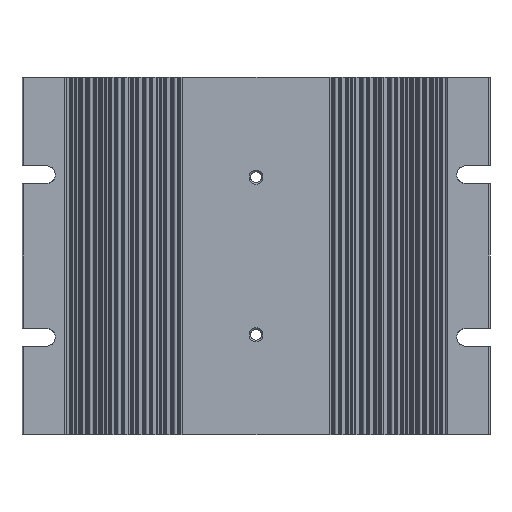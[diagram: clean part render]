
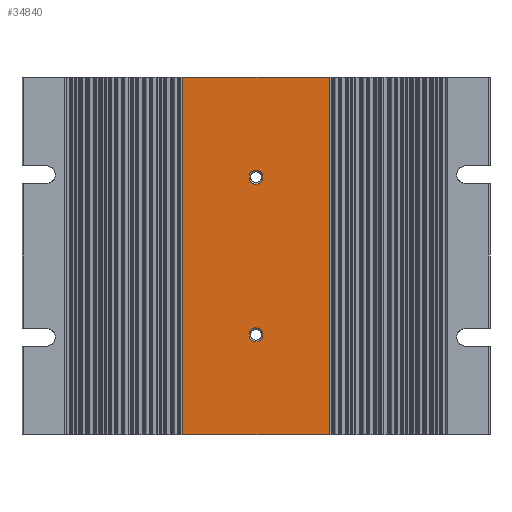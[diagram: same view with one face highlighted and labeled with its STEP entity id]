
A CAD part, front view. The second image highlights one B-rep face of the part: STEP entity #34840.
In plain terms, the highlighted planar face has unit normal (0, -1, 0).
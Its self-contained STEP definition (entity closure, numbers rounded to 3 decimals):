
#1052 = CARTESIAN_POINT ( 'NONE',  ( -2.15, -3., -24.25 ) ) ;
#3203 = AXIS2_PLACEMENT_3D ( 'NONE', #110160, #38674, #80401 ) ;
#3484 = DIRECTION ( 'NONE',  ( 0., 0., 1. ) ) ;
#4380 = AXIS2_PLACEMENT_3D ( 'NONE', #123873, #103453, #23516 ) ;
#11674 = DIRECTION ( 'NONE',  ( 0., 1., 0. ) ) ;
#13912 = VERTEX_POINT ( 'NONE', #59279 ) ;
#15571 = VERTEX_POINT ( 'NONE', #1052 ) ;
#16963 = ORIENTED_EDGE ( 'NONE', *, *, #49274, .T. ) ;
#17744 = CARTESIAN_POINT ( 'NONE',  ( 22.51, -3., -55. ) ) ;
#21571 = CARTESIAN_POINT ( 'NONE',  ( 2.15, -3., 24.25 ) ) ;
#21617 = CIRCLE ( 'NONE', #80659, 2.15 ) ;
#23516 = DIRECTION ( 'NONE',  ( 0., 0., 1. ) ) ;
#28477 = PLANE ( 'NONE',  #3203 ) ;
#30924 = ORIENTED_EDGE ( 'NONE', *, *, #120623, .T. ) ;
#31339 = EDGE_CURVE ( 'NONE', #13912, #79203, #119935, .T. ) ;
#31959 = AXIS2_PLACEMENT_3D ( 'NONE', #91077, #102558, #40844 ) ;
#32538 = DIRECTION ( 'NONE',  ( 0., 0., 1. ) ) ;
#34840 = ADVANCED_FACE ( 'NONE', ( #62879, #42238, #51804 ), #28477, .F. ) ;
#37628 = VERTEX_POINT ( 'NONE', #109956 ) ;
#38674 = DIRECTION ( 'NONE',  ( 0., 1., 0. ) ) ;
#39238 = VECTOR ( 'NONE', #42012, 1000. ) ;
#40844 = DIRECTION ( 'NONE',  ( 0., 0., 1. ) ) ;
#42012 = DIRECTION ( 'NONE',  ( -1., 0., 0. ) ) ;
#42238 = FACE_BOUND ( 'NONE', #119148, .T. ) ;
#42373 = ORIENTED_EDGE ( 'NONE', *, *, #45512, .T. ) ;
#45512 = EDGE_CURVE ( 'NONE', #13912, #97508, #54061, .T. ) ;
#49274 = EDGE_CURVE ( 'NONE', #37628, #15571, #100739, .T. ) ;
#49777 = CARTESIAN_POINT ( 'NONE',  ( 0., -3., 24.25 ) ) ;
#51804 = FACE_OUTER_BOUND ( 'NONE', #54088, .T. ) ;
#52227 = CARTESIAN_POINT ( 'NONE',  ( 0., -3., 55. ) ) ;
#53374 = CARTESIAN_POINT ( 'NONE',  ( -22.51, -3., -55. ) ) ;
#54061 = LINE ( 'NONE', #17744, #73219 ) ;
#54088 = EDGE_LOOP ( 'NONE', ( #42373, #129051, #121101, #67864 ) ) ;
#56961 = AXIS2_PLACEMENT_3D ( 'NONE', #49777, #70181, #110187 ) ;
#59146 = CARTESIAN_POINT ( 'NONE',  ( 22.51, -3., 55. ) ) ;
#59279 = CARTESIAN_POINT ( 'NONE',  ( 22.51, -3., -55. ) ) ;
#60819 = CARTESIAN_POINT ( 'NONE',  ( -2.15, -3., 24.25 ) ) ;
#62879 = FACE_BOUND ( 'NONE', #113514, .T. ) ;
#66983 = DIRECTION ( 'NONE',  ( 0., 0., 1. ) ) ;
#67864 = ORIENTED_EDGE ( 'NONE', *, *, #31339, .F. ) ;
#70181 = DIRECTION ( 'NONE',  ( 0., 1., 0. ) ) ;
#72591 = LINE ( 'NONE', #86513, #85229 ) ;
#72942 = CARTESIAN_POINT ( 'NONE',  ( 0., -3., 24.25 ) ) ;
#73219 = VECTOR ( 'NONE', #66983, 1000. ) ;
#74225 = DIRECTION ( 'NONE',  ( -1., 0., 0. ) ) ;
#74547 = EDGE_CURVE ( 'NONE', #15571, #37628, #78492, .T. ) ;
#78467 = EDGE_CURVE ( 'NONE', #97508, #115566, #93236, .T. ) ;
#78492 = CIRCLE ( 'NONE', #4380, 2.15 ) ;
#78666 = VECTOR ( 'NONE', #74225, 1000. ) ;
#79072 = EDGE_CURVE ( 'NONE', #125520, #86164, #21617, .T. ) ;
#79203 = VERTEX_POINT ( 'NONE', #53374 ) ;
#80401 = DIRECTION ( 'NONE',  ( 0., 0., 1. ) ) ;
#80659 = AXIS2_PLACEMENT_3D ( 'NONE', #72942, #11674, #32538 ) ;
#83696 = EDGE_CURVE ( 'NONE', #79203, #115566, #72591, .T. ) ;
#83988 = ORIENTED_EDGE ( 'NONE', *, *, #74547, .T. ) ;
#85229 = VECTOR ( 'NONE', #3484, 1000. ) ;
#86164 = VERTEX_POINT ( 'NONE', #21571 ) ;
#86513 = CARTESIAN_POINT ( 'NONE',  ( -22.51, -3., -55. ) ) ;
#91077 = CARTESIAN_POINT ( 'NONE',  ( 0., -3., -24.25 ) ) ;
#93236 = LINE ( 'NONE', #52227, #39238 ) ;
#97508 = VERTEX_POINT ( 'NONE', #59146 ) ;
#100739 = CIRCLE ( 'NONE', #31959, 2.15 ) ;
#102558 = DIRECTION ( 'NONE',  ( 0., 1., 0. ) ) ;
#103453 = DIRECTION ( 'NONE',  ( 0., 1., 0. ) ) ;
#107815 = CIRCLE ( 'NONE', #56961, 2.15 ) ;
#109956 = CARTESIAN_POINT ( 'NONE',  ( 2.15, -3., -24.25 ) ) ;
#110160 = CARTESIAN_POINT ( 'NONE',  ( 0., -3., -55. ) ) ;
#110187 = DIRECTION ( 'NONE',  ( 0., 0., 1. ) ) ;
#113514 = EDGE_LOOP ( 'NONE', ( #16963, #83988 ) ) ;
#115566 = VERTEX_POINT ( 'NONE', #131788 ) ;
#115938 = CARTESIAN_POINT ( 'NONE',  ( 0., -3., -55. ) ) ;
#119148 = EDGE_LOOP ( 'NONE', ( #30924, #131165 ) ) ;
#119935 = LINE ( 'NONE', #115938, #78666 ) ;
#120623 = EDGE_CURVE ( 'NONE', #86164, #125520, #107815, .T. ) ;
#121101 = ORIENTED_EDGE ( 'NONE', *, *, #83696, .F. ) ;
#123873 = CARTESIAN_POINT ( 'NONE',  ( 0., -3., -24.25 ) ) ;
#125520 = VERTEX_POINT ( 'NONE', #60819 ) ;
#129051 = ORIENTED_EDGE ( 'NONE', *, *, #78467, .T. ) ;
#131165 = ORIENTED_EDGE ( 'NONE', *, *, #79072, .T. ) ;
#131788 = CARTESIAN_POINT ( 'NONE',  ( -22.51, -3., 55. ) ) ;
